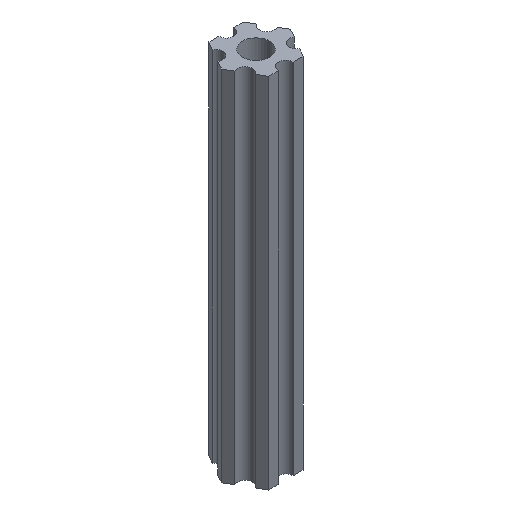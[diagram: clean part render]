
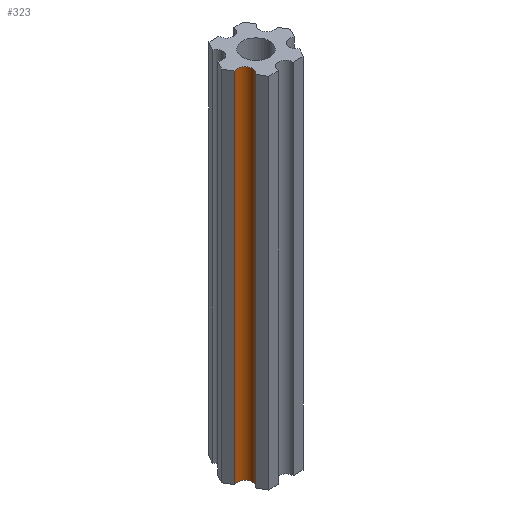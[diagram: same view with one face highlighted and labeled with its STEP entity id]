
A CAD part, isometric view. The second image highlights one B-rep face of the part: STEP entity #323.
In plain terms, the highlighted cylindrical face has radius 1.587 mm (diameter 3.175 mm), a partial arc.
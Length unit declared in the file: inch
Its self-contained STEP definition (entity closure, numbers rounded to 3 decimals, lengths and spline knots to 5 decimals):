
#9 = DIRECTION ( 'NONE',  ( 0., 0., -1. ) ) ;
#16 = CARTESIAN_POINT ( 'NONE',  ( -0.21651, -0.125, 3. ) ) ;
#20 = AXIS2_PLACEMENT_3D ( 'NONE', #823, #328, #672 ) ;
#41 = ORIENTED_EDGE ( 'NONE', *, *, #162, .F. ) ;
#56 = VERTEX_POINT ( 'NONE', #497 ) ;
#96 = VECTOR ( 'NONE', #230, 39.37008 ) ;
#151 = CARTESIAN_POINT ( 'NONE',  ( -0.21651, -0.125, 0. ) ) ;
#162 = EDGE_CURVE ( 'NONE', #759, #380, #186, .T. ) ;
#182 = EDGE_CURVE ( 'NONE', #470, #759, #661, .T. ) ;
#186 = LINE ( 'NONE', #192, #378 ) ;
#192 = CARTESIAN_POINT ( 'NONE',  ( -0.18526, -0.17913, 3. ) ) ;
#230 = DIRECTION ( 'NONE',  ( 0., 0., -1. ) ) ;
#310 = CIRCLE ( 'NONE', #718, 0.0625 ) ;
#323 = ADVANCED_FACE ( 'NONE', ( #634 ), #409, .F. ) ;
#328 = DIRECTION ( 'NONE',  ( 0., 0., -1. ) ) ;
#343 = CARTESIAN_POINT ( 'NONE',  ( -0.18526, -0.17913, 0. ) ) ;
#350 = CARTESIAN_POINT ( 'NONE',  ( -0.24776, -0.07087, 3. ) ) ;
#378 = VECTOR ( 'NONE', #430, 39.37008 ) ;
#380 = VERTEX_POINT ( 'NONE', #343 ) ;
#409 = CYLINDRICAL_SURFACE ( 'NONE', #417, 0.0625 ) ;
#413 = ORIENTED_EDGE ( 'NONE', *, *, #182, .F. ) ;
#417 = AXIS2_PLACEMENT_3D ( 'NONE', #16, #663, #753 ) ;
#419 = LINE ( 'NONE', #350, #96 ) ;
#428 = DIRECTION ( 'NONE',  ( 1., 0., 0. ) ) ;
#430 = DIRECTION ( 'NONE',  ( 0., 0., -1. ) ) ;
#470 = VERTEX_POINT ( 'NONE', #635 ) ;
#497 = CARTESIAN_POINT ( 'NONE',  ( -0.24776, -0.07087, 0. ) ) ;
#634 = FACE_OUTER_BOUND ( 'NONE', #653, .T. ) ;
#635 = CARTESIAN_POINT ( 'NONE',  ( -0.24776, -0.07087, 3. ) ) ;
#653 = EDGE_LOOP ( 'NONE', ( #794, #41, #413, #686 ) ) ;
#661 = CIRCLE ( 'NONE', #20, 0.0625 ) ;
#663 = DIRECTION ( 'NONE',  ( 0., 0., -1. ) ) ;
#672 = DIRECTION ( 'NONE',  ( 1., 0., 0. ) ) ;
#686 = ORIENTED_EDGE ( 'NONE', *, *, #729, .T. ) ;
#716 = CARTESIAN_POINT ( 'NONE',  ( -0.18526, -0.17913, 3. ) ) ;
#718 = AXIS2_PLACEMENT_3D ( 'NONE', #151, #9, #428 ) ;
#729 = EDGE_CURVE ( 'NONE', #470, #56, #419, .T. ) ;
#738 = EDGE_CURVE ( 'NONE', #56, #380, #310, .T. ) ;
#753 = DIRECTION ( 'NONE',  ( -1., 0., 0. ) ) ;
#759 = VERTEX_POINT ( 'NONE', #716 ) ;
#794 = ORIENTED_EDGE ( 'NONE', *, *, #738, .T. ) ;
#823 = CARTESIAN_POINT ( 'NONE',  ( -0.21651, -0.125, 3. ) ) ;
